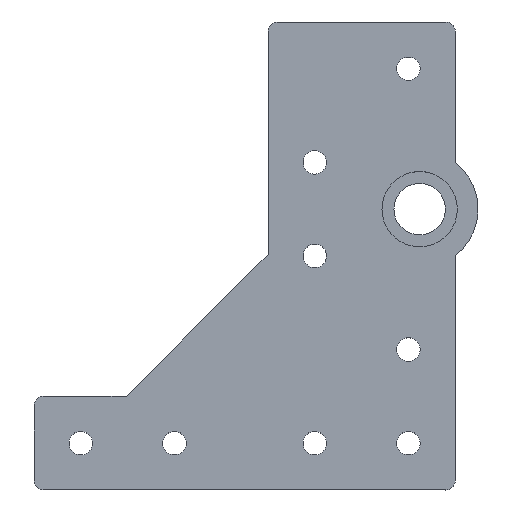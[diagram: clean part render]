
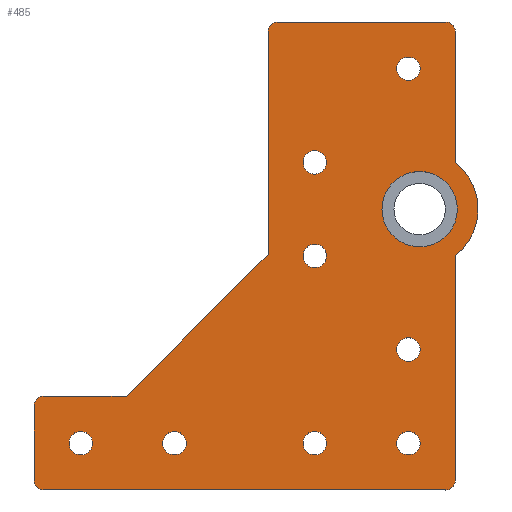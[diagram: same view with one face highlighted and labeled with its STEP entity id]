
A CAD part, top view. The second image highlights one B-rep face of the part: STEP entity #485.
In plain terms, the highlighted planar face has unit normal (0, 0, 1).
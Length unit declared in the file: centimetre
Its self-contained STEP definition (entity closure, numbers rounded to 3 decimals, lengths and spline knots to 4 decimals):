
#18=FACE_BOUND('',#88,.T.);
#19=FACE_BOUND('',#89,.T.);
#20=FACE_BOUND('',#90,.T.);
#21=FACE_BOUND('',#91,.T.);
#22=FACE_BOUND('',#92,.T.);
#23=FACE_BOUND('',#93,.T.);
#24=FACE_BOUND('',#94,.T.);
#25=FACE_BOUND('',#95,.T.);
#26=FACE_BOUND('',#96,.T.);
#48=PLANE('',#516);
#60=FACE_OUTER_BOUND('',#87,.T.);
#87=EDGE_LOOP('',(#351,#352,#353,#354,#355,#356,#357,#358,#359,#360,#361,
#362,#363,#364));
#88=EDGE_LOOP('',(#365));
#89=EDGE_LOOP('',(#366));
#90=EDGE_LOOP('',(#367));
#91=EDGE_LOOP('',(#368));
#92=EDGE_LOOP('',(#369));
#93=EDGE_LOOP('',(#370));
#94=EDGE_LOOP('',(#371));
#95=EDGE_LOOP('',(#372));
#96=EDGE_LOOP('',(#373));
#143=LINE('',#733,#173);
#146=LINE('',#739,#176);
#147=LINE('',#743,#177);
#148=LINE('',#747,#178);
#149=LINE('',#751,#179);
#150=LINE('',#753,#180);
#151=LINE('',#755,#181);
#152=LINE('',#759,#182);
#173=VECTOR('',#583,1.);
#176=VECTOR('',#588,1.);
#177=VECTOR('',#591,1.);
#178=VECTOR('',#594,1.);
#179=VECTOR('',#597,1.);
#180=VECTOR('',#598,1.);
#181=VECTOR('',#599,1.);
#182=VECTOR('',#602,1.);
#202=CIRCLE('',#514,0.2);
#203=CIRCLE('',#517,1.25);
#204=CIRCLE('',#518,0.2);
#205=CIRCLE('',#519,0.2);
#206=CIRCLE('',#520,0.2);
#207=CIRCLE('',#521,0.2);
#208=CIRCLE('',#522,0.251);
#209=CIRCLE('',#523,0.251);
#210=CIRCLE('',#524,0.251);
#211=CIRCLE('',#525,0.251);
#212=CIRCLE('',#526,0.251);
#213=CIRCLE('',#527,0.251);
#214=CIRCLE('',#528,0.251);
#215=CIRCLE('',#529,0.251);
#216=CIRCLE('',#530,0.805);
#235=VERTEX_POINT('',#726);
#236=VERTEX_POINT('',#728);
#237=VERTEX_POINT('',#732);
#239=VERTEX_POINT('',#738);
#240=VERTEX_POINT('',#740);
#241=VERTEX_POINT('',#742);
#242=VERTEX_POINT('',#744);
#243=VERTEX_POINT('',#746);
#244=VERTEX_POINT('',#748);
#245=VERTEX_POINT('',#750);
#246=VERTEX_POINT('',#752);
#247=VERTEX_POINT('',#754);
#248=VERTEX_POINT('',#756);
#249=VERTEX_POINT('',#758);
#250=VERTEX_POINT('',#761);
#251=VERTEX_POINT('',#763);
#252=VERTEX_POINT('',#765);
#253=VERTEX_POINT('',#767);
#254=VERTEX_POINT('',#769);
#255=VERTEX_POINT('',#771);
#256=VERTEX_POINT('',#773);
#257=VERTEX_POINT('',#775);
#258=VERTEX_POINT('',#777);
#283=EDGE_CURVE('',#235,#236,#202,.T.);
#285=EDGE_CURVE('',#236,#237,#143,.T.);
#288=EDGE_CURVE('',#235,#239,#146,.T.);
#289=EDGE_CURVE('',#240,#239,#203,.T.);
#290=EDGE_CURVE('',#240,#241,#147,.T.);
#291=EDGE_CURVE('',#242,#241,#204,.T.);
#292=EDGE_CURVE('',#242,#243,#148,.T.);
#293=EDGE_CURVE('',#244,#243,#205,.T.);
#294=EDGE_CURVE('',#245,#244,#149,.T.);
#295=EDGE_CURVE('',#245,#246,#150,.T.);
#296=EDGE_CURVE('',#247,#246,#151,.T.);
#297=EDGE_CURVE('',#248,#247,#206,.T.);
#298=EDGE_CURVE('',#249,#248,#152,.T.);
#299=EDGE_CURVE('',#237,#249,#207,.T.);
#300=EDGE_CURVE('',#250,#250,#208,.T.);
#301=EDGE_CURVE('',#251,#251,#209,.T.);
#302=EDGE_CURVE('',#252,#252,#210,.T.);
#303=EDGE_CURVE('',#253,#253,#211,.T.);
#304=EDGE_CURVE('',#254,#254,#212,.T.);
#305=EDGE_CURVE('',#255,#255,#213,.T.);
#306=EDGE_CURVE('',#256,#256,#214,.T.);
#307=EDGE_CURVE('',#257,#257,#215,.T.);
#308=EDGE_CURVE('',#258,#258,#216,.T.);
#351=ORIENTED_EDGE('',*,*,#283,.F.);
#352=ORIENTED_EDGE('',*,*,#288,.T.);
#353=ORIENTED_EDGE('',*,*,#289,.F.);
#354=ORIENTED_EDGE('',*,*,#290,.T.);
#355=ORIENTED_EDGE('',*,*,#291,.F.);
#356=ORIENTED_EDGE('',*,*,#292,.T.);
#357=ORIENTED_EDGE('',*,*,#293,.F.);
#358=ORIENTED_EDGE('',*,*,#294,.F.);
#359=ORIENTED_EDGE('',*,*,#295,.T.);
#360=ORIENTED_EDGE('',*,*,#296,.F.);
#361=ORIENTED_EDGE('',*,*,#297,.F.);
#362=ORIENTED_EDGE('',*,*,#298,.F.);
#363=ORIENTED_EDGE('',*,*,#299,.F.);
#364=ORIENTED_EDGE('',*,*,#285,.F.);
#365=ORIENTED_EDGE('',*,*,#300,.F.);
#366=ORIENTED_EDGE('',*,*,#301,.F.);
#367=ORIENTED_EDGE('',*,*,#302,.F.);
#368=ORIENTED_EDGE('',*,*,#303,.F.);
#369=ORIENTED_EDGE('',*,*,#304,.F.);
#370=ORIENTED_EDGE('',*,*,#305,.F.);
#371=ORIENTED_EDGE('',*,*,#306,.F.);
#372=ORIENTED_EDGE('',*,*,#307,.F.);
#373=ORIENTED_EDGE('',*,*,#308,.T.);
#485=ADVANCED_FACE('',(#60,#18,#19,#20,#21,#22,#23,#24,#25,#26),#48,.F.);
#514=AXIS2_PLACEMENT_3D('',#729,#578,#579);
#516=AXIS2_PLACEMENT_3D('',#737,#586,#587);
#517=AXIS2_PLACEMENT_3D('',#741,#589,#590);
#518=AXIS2_PLACEMENT_3D('',#745,#592,#593);
#519=AXIS2_PLACEMENT_3D('',#749,#595,#596);
#520=AXIS2_PLACEMENT_3D('',#757,#600,#601);
#521=AXIS2_PLACEMENT_3D('',#760,#603,#604);
#522=AXIS2_PLACEMENT_3D('',#762,#605,#606);
#523=AXIS2_PLACEMENT_3D('',#764,#607,#608);
#524=AXIS2_PLACEMENT_3D('',#766,#609,#610);
#525=AXIS2_PLACEMENT_3D('',#768,#611,#612);
#526=AXIS2_PLACEMENT_3D('',#770,#613,#614);
#527=AXIS2_PLACEMENT_3D('',#772,#615,#616);
#528=AXIS2_PLACEMENT_3D('',#774,#617,#618);
#529=AXIS2_PLACEMENT_3D('',#776,#619,#620);
#530=AXIS2_PLACEMENT_3D('',#778,#621,#622);
#578=DIRECTION('center_axis',(0.,0.,
-1.));
#579=DIRECTION('ref_axis',(0.707,-0.707,0.));
#583=DIRECTION('',(-1.,0.,0.));
#586=DIRECTION('center_axis',(0.,0.,
-1.));
#587=DIRECTION('ref_axis',(-1.,0.,0.));
#588=DIRECTION('',(0.,1.,0.));
#589=DIRECTION('center_axis',(0.,0.,
-1.));
#590=DIRECTION('ref_axis',(0.608,0.794,0.));
#591=DIRECTION('',(0.,1.,0.));
#592=DIRECTION('center_axis',(0.,0.,
-1.));
#593=DIRECTION('ref_axis',(0.707,0.707,0.));
#594=DIRECTION('',(-1.,0.,0.));
#595=DIRECTION('center_axis',(0.,0.,
-1.));
#596=DIRECTION('ref_axis',(-0.707,0.707,0.));
#597=DIRECTION('',(0.,1.,0.));
#598=DIRECTION('',(-0.707,-0.707,0.));
#599=DIRECTION('',(1.,0.,0.));
#600=DIRECTION('center_axis',(0.,0.,
-1.));
#601=DIRECTION('ref_axis',(-0.707,0.707,0.));
#602=DIRECTION('',(0.,1.,0.));
#603=DIRECTION('center_axis',(0.,0.,
-1.));
#604=DIRECTION('ref_axis',(-0.707,-0.707,0.));
#605=DIRECTION('center_axis',(0.,0.,
1.));
#606=DIRECTION('ref_axis',(-1.,0.,0.));
#607=DIRECTION('center_axis',(0.,0.,
1.));
#608=DIRECTION('ref_axis',(-1.,0.,0.));
#609=DIRECTION('center_axis',(0.,0.,
1.));
#610=DIRECTION('ref_axis',(-1.,0.,0.));
#611=DIRECTION('center_axis',(0.,0.,
1.));
#612=DIRECTION('ref_axis',(-1.,0.,0.));
#613=DIRECTION('center_axis',(0.,0.,
1.));
#614=DIRECTION('ref_axis',(-1.,0.,0.));
#615=DIRECTION('center_axis',(0.,0.,
1.));
#616=DIRECTION('ref_axis',(-1.,0.,0.));
#617=DIRECTION('center_axis',(0.,0.,
1.));
#618=DIRECTION('ref_axis',(-1.,0.,0.));
#619=DIRECTION('center_axis',(0.,0.,
1.));
#620=DIRECTION('ref_axis',(-1.,0.,0.));
#621=DIRECTION('center_axis',(0.,0.,
-1.));
#622=DIRECTION('ref_axis',(-1.,0.,0.));
#726=CARTESIAN_POINT('',(5.0058,-5.8,1.3));
#728=CARTESIAN_POINT('',(4.8058,-6.,1.3));
#729=CARTESIAN_POINT('Origin',(4.8058,-5.8,1.3));
#732=CARTESIAN_POINT('',(-3.7942,-6.,1.3));
#733=CARTESIAN_POINT('',(5.0058,-6.,1.3));
#737=CARTESIAN_POINT('Origin',(0.7508,-1.,1.3));
#738=CARTESIAN_POINT('',(5.0058,-0.9924,1.3));
#739=CARTESIAN_POINT('',(5.0058,-6.,1.3));
#740=CARTESIAN_POINT('',(5.0059,0.9924,1.3));
#741=CARTESIAN_POINT('Origin',(4.2458,0.,1.3));
#742=CARTESIAN_POINT('',(5.0059,3.8,1.3));
#743=CARTESIAN_POINT('',(5.0059,0.9924,1.3));
#744=CARTESIAN_POINT('',(4.8059,4.,1.3));
#745=CARTESIAN_POINT('Origin',(4.8059,3.8,1.3));
#746=CARTESIAN_POINT('',(1.2059,4.,1.3));
#747=CARTESIAN_POINT('',(5.0059,4.,1.3));
#748=CARTESIAN_POINT('',(1.0059,3.8,1.3));
#749=CARTESIAN_POINT('Origin',(1.2059,3.8,1.3));
#750=CARTESIAN_POINT('',(1.0058,-0.9675,1.3));
#751=CARTESIAN_POINT('',(1.0058,-0.9675,1.3));
#752=CARTESIAN_POINT('',(-2.0267,-4.,1.3));
#753=CARTESIAN_POINT('',(1.0058,-0.9675,1.3));
#754=CARTESIAN_POINT('',(-3.7942,-4.,1.3));
#755=CARTESIAN_POINT('',(-3.9942,-4.,1.3));
#756=CARTESIAN_POINT('',(-3.9942,-4.2,1.3));
#757=CARTESIAN_POINT('Origin',(-3.7942,-4.2,1.3));
#758=CARTESIAN_POINT('',(-3.9942,-5.8,1.3));
#759=CARTESIAN_POINT('',(-3.9942,-6.,1.3));
#760=CARTESIAN_POINT('Origin',(-3.7942,-5.8,1.3));
#761=CARTESIAN_POINT('',(-0.7432,-5.,1.3));
#762=CARTESIAN_POINT('Origin',(-0.9942,-5.,1.3));
#763=CARTESIAN_POINT('',(-2.7432,-5.,1.3));
#764=CARTESIAN_POINT('Origin',(-2.9942,-5.,1.3));
#765=CARTESIAN_POINT('',(4.2569,3.,1.3));
#766=CARTESIAN_POINT('Origin',(4.0059,3.,1.3));
#767=CARTESIAN_POINT('',(4.2569,-3.,1.3));
#768=CARTESIAN_POINT('Origin',(4.0059,-3.,1.3));
#769=CARTESIAN_POINT('',(2.2568,-5.,1.3));
#770=CARTESIAN_POINT('Origin',(2.0058,-5.,1.3));
#771=CARTESIAN_POINT('',(2.2569,-1.,1.3));
#772=CARTESIAN_POINT('Origin',(2.0059,-1.,1.3));
#773=CARTESIAN_POINT('',(2.2569,1.,1.3));
#774=CARTESIAN_POINT('Origin',(2.0059,1.,1.3));
#775=CARTESIAN_POINT('',(4.2568,-5.,1.3));
#776=CARTESIAN_POINT('Origin',(4.0058,-5.,1.3));
#777=CARTESIAN_POINT('',(5.0508,0.,1.3));
#778=CARTESIAN_POINT('Origin',(4.2458,0.,1.3));
